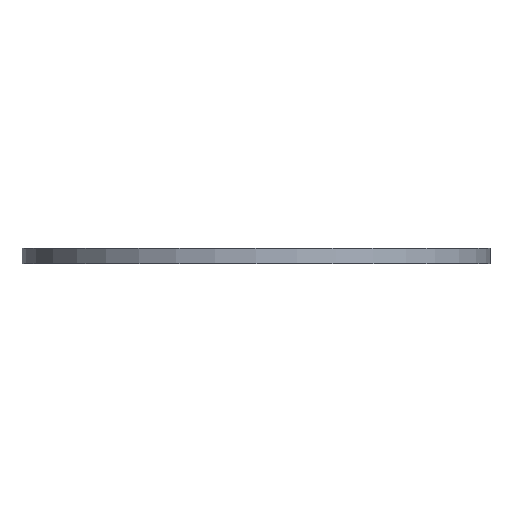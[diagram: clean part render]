
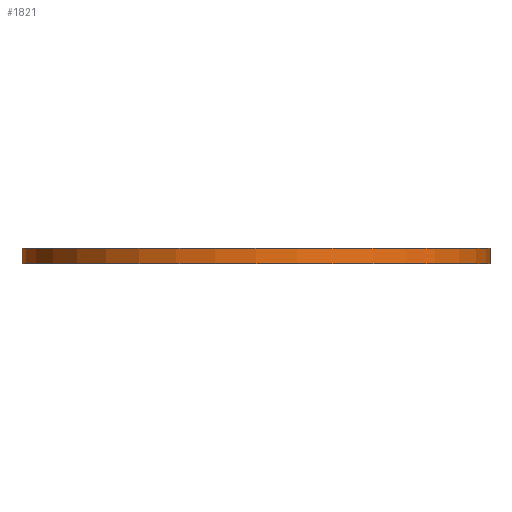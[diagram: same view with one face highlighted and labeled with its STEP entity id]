
A CAD part, front view. The second image highlights one B-rep face of the part: STEP entity #1821.
In plain terms, the highlighted cylindrical face has radius 7.899 mm (diameter 15.799 mm), a full revolution.
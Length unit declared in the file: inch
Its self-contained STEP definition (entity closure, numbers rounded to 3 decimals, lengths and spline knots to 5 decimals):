
#15=FACE_BOUND($,#240,.T.);
#146=FACE_OUTER_BOUND($,#239,.T.);
#239=EDGE_LOOP($,(#1582));
#240=EDGE_LOOP($,(#1583));
#675=CIRCLE($,#2025,0.311);
#676=CIRCLE($,#2027,0.311);
#857=VERTEX_POINT($,#3141);
#858=VERTEX_POINT($,#3144);
#1129=EDGE_CURVE($,#857,#857,#675,.T.);
#1130=EDGE_CURVE($,#858,#858,#676,.T.);
#1582=ORIENTED_EDGE($,*,*,#1129,.T.);
#1583=ORIENTED_EDGE($,*,*,#1130,.T.);
#1729=CYLINDRICAL_SURFACE($,#2026,0.311);
#1821=ADVANCED_FACE($,(#146,#15),#1729,.T.);
#2025=AXIS2_PLACEMENT_3D($,#3142,#2591,#2592);
#2026=AXIS2_PLACEMENT_3D($,#3143,#2593,#2594);
#2027=AXIS2_PLACEMENT_3D($,#3145,#2595,#2596);
#2591=DIRECTION('center_axis',(0.,0.,1.));
#2592=DIRECTION('ref_axis',(-1.,0.,0.));
#2593=DIRECTION('center_axis',(0.,0.,1.));
#2594=DIRECTION('ref_axis',(-1.,0.,0.));
#2595=DIRECTION('center_axis',(0.,0.,-1.));
#2596=DIRECTION('ref_axis',(-1.,0.,0.));
#3141=CARTESIAN_POINT('',(0.311,0.,-0.01));
#3142=CARTESIAN_POINT('Origin',(0.,0.,-0.01));
#3143=CARTESIAN_POINT('Origin',(0.,0.,0.));
#3144=CARTESIAN_POINT('',(0.311,0.,0.01));
#3145=CARTESIAN_POINT('Origin',(0.,0.,0.01));
